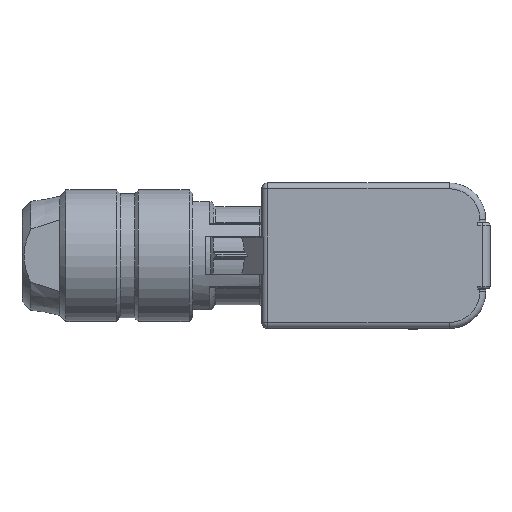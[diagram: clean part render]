
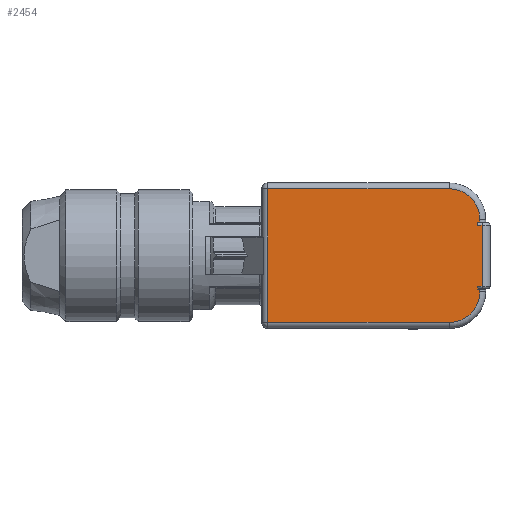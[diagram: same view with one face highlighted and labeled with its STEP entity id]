
A CAD part, top view. The second image highlights one B-rep face of the part: STEP entity #2454.
In plain terms, the highlighted planar face has unit normal (0, 0, 1).
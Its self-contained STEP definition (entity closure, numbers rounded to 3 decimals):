
#1419=PLANE('',#18061);
#2454=ADVANCED_FACE('',(#3759),#1419,.T.);
#3759=FACE_OUTER_BOUND('',#4768,.T.);
#4768=EDGE_LOOP('',(#10666,#10667,#10668,#10669,#10670,#10671,#10672,#10673,
#10674,#10675,#10676,#10677,#10678,#10679));
#5765=LINE('',#30104,#6727);
#5771=LINE('',#30117,#6733);
#5782=LINE('',#30152,#6744);
#5783=LINE('',#30155,#6745);
#5784=LINE('',#30159,#6746);
#5785=LINE('',#30161,#6747);
#5786=LINE('',#30162,#6748);
#5787=LINE('',#30164,#6749);
#5788=LINE('',#30166,#6750);
#5789=LINE('',#30167,#6751);
#5790=LINE('',#30169,#6752);
#5791=LINE('',#30173,#6753);
#6727=VECTOR('',#21892,1.);
#6733=VECTOR('',#21900,1.);
#6744=VECTOR('',#21935,1.);
#6745=VECTOR('',#21936,1.);
#6746=VECTOR('',#21939,1.);
#6747=VECTOR('',#21940,1.);
#6748=VECTOR('',#21941,1.);
#6749=VECTOR('',#21942,1.);
#6750=VECTOR('',#21943,1.);
#6751=VECTOR('',#21944,1.);
#6752=VECTOR('',#21945,1.);
#6753=VECTOR('',#21948,1.);
#10666=ORIENTED_EDGE('',*,*,#15322,.F.);
#10667=ORIENTED_EDGE('',*,*,#15323,.T.);
#10668=ORIENTED_EDGE('',*,*,#15324,.T.);
#10669=ORIENTED_EDGE('',*,*,#15325,.T.);
#10670=ORIENTED_EDGE('',*,*,#15326,.T.);
#10671=ORIENTED_EDGE('',*,*,#15298,.F.);
#10672=ORIENTED_EDGE('',*,*,#15327,.T.);
#10673=ORIENTED_EDGE('',*,*,#15328,.T.);
#10674=ORIENTED_EDGE('',*,*,#15329,.T.);
#10675=ORIENTED_EDGE('',*,*,#15304,.F.);
#10676=ORIENTED_EDGE('',*,*,#15330,.F.);
#10677=ORIENTED_EDGE('',*,*,#15331,.T.);
#10678=ORIENTED_EDGE('',*,*,#15332,.T.);
#10679=ORIENTED_EDGE('',*,*,#15333,.T.);
#13061=VERTEX_POINT('',#30103);
#13062=VERTEX_POINT('',#30105);
#13067=VERTEX_POINT('',#30116);
#13068=VERTEX_POINT('',#30118);
#13080=VERTEX_POINT('',#30153);
#13081=VERTEX_POINT('',#30154);
#13082=VERTEX_POINT('',#30156);
#13083=VERTEX_POINT('',#30158);
#13084=VERTEX_POINT('',#30160);
#13085=VERTEX_POINT('',#30163);
#13086=VERTEX_POINT('',#30165);
#13087=VERTEX_POINT('',#30168);
#13088=VERTEX_POINT('',#30170);
#13089=VERTEX_POINT('',#30172);
#15298=EDGE_CURVE('',#13061,#13062,#5765,.T.);
#15304=EDGE_CURVE('',#13067,#13068,#5771,.T.);
#15322=EDGE_CURVE('',#13080,#13081,#5782,.T.);
#15323=EDGE_CURVE('',#13080,#13082,#5783,.T.);
#15324=EDGE_CURVE('',#13082,#13083,#16492,.T.);
#15325=EDGE_CURVE('',#13083,#13084,#5784,.T.);
#15326=EDGE_CURVE('',#13084,#13062,#5785,.T.);
#15327=EDGE_CURVE('',#13061,#13085,#5786,.T.);
#15328=EDGE_CURVE('',#13085,#13086,#5787,.T.);
#15329=EDGE_CURVE('',#13086,#13068,#5788,.T.);
#15330=EDGE_CURVE('',#13087,#13067,#5789,.T.);
#15331=EDGE_CURVE('',#13087,#13088,#5790,.T.);
#15332=EDGE_CURVE('',#13088,#13089,#16493,.T.);
#15333=EDGE_CURVE('',#13089,#13081,#5791,.T.);
#16492=CIRCLE('',#18059,4.2);
#16493=CIRCLE('',#18060,4.2);
#18059=AXIS2_PLACEMENT_3D('',#30157,#21937,#21938);
#18060=AXIS2_PLACEMENT_3D('',#30171,#21946,#21947);
#18061=AXIS2_PLACEMENT_3D('',#30174,#21949,#21950);
#21892=DIRECTION('',(0.,-1.,0.));
#21900=DIRECTION('',(0.,-1.,0.));
#21935=DIRECTION('',(0.,1.,0.));
#21936=DIRECTION('',(1.,0.,0.));
#21937=DIRECTION('',(0.,0.,1.));
#21938=DIRECTION('',(1.,0.,0.));
#21939=DIRECTION('',(0.,1.,0.));
#21940=DIRECTION('',(-1.,0.,0.));
#21941=DIRECTION('',(1.,0.,0.));
#21942=DIRECTION('',(0.,1.,0.));
#21943=DIRECTION('',(-1.,0.,0.));
#21944=DIRECTION('',(-1.,0.,0.));
#21945=DIRECTION('',(0.,1.,0.));
#21946=DIRECTION('',(0.,0.,1.));
#21947=DIRECTION('',(1.,0.,0.));
#21948=DIRECTION('',(-1.,0.,0.));
#21949=DIRECTION('',(0.,0.,1.));
#21950=DIRECTION('',(-1.,0.,0.));
#30103=CARTESIAN_POINT('',(8.9,-4.2,23.8));
#30104=CARTESIAN_POINT('',(8.9,4.6,23.8));
#30105=CARTESIAN_POINT('',(8.9,-4.6,23.8));
#30116=CARTESIAN_POINT('',(8.9,4.6,23.8));
#30117=CARTESIAN_POINT('',(8.9,4.6,23.8));
#30118=CARTESIAN_POINT('',(8.9,4.2,23.8));
#30152=CARTESIAN_POINT('',(-20.,-2.55,23.8));
#30153=CARTESIAN_POINT('',(-20.,-9.2,23.8));
#30154=CARTESIAN_POINT('',(-20.,9.2,23.8));
#30155=CARTESIAN_POINT('',(-10.4,-9.2,23.8));
#30156=CARTESIAN_POINT('',(5.,-9.2,23.8));
#30157=CARTESIAN_POINT('',(5.,-5.,23.8));
#30158=CARTESIAN_POINT('',(9.2,-5.,23.8));
#30159=CARTESIAN_POINT('',(9.2,5.,23.8));
#30160=CARTESIAN_POINT('',(9.2,-4.6,23.8));
#30161=CARTESIAN_POINT('',(8.9,-4.6,23.8));
#30162=CARTESIAN_POINT('',(8.9,-4.2,23.8));
#30163=CARTESIAN_POINT('',(9.5,-4.2,23.8));
#30164=CARTESIAN_POINT('',(9.5,4.5,23.8));
#30165=CARTESIAN_POINT('',(9.5,4.2,23.8));
#30166=CARTESIAN_POINT('',(8.9,4.2,23.8));
#30167=CARTESIAN_POINT('',(8.9,4.6,23.8));
#30168=CARTESIAN_POINT('',(9.2,4.6,23.8));
#30169=CARTESIAN_POINT('',(9.2,5.,23.8));
#30170=CARTESIAN_POINT('',(9.2,5.,23.8));
#30171=CARTESIAN_POINT('',(5.,5.,23.8));
#30172=CARTESIAN_POINT('',(5.,9.2,23.8));
#30173=CARTESIAN_POINT('',(-10.4,9.2,23.8));
#30174=CARTESIAN_POINT('',(-10.4,5.,23.8));
